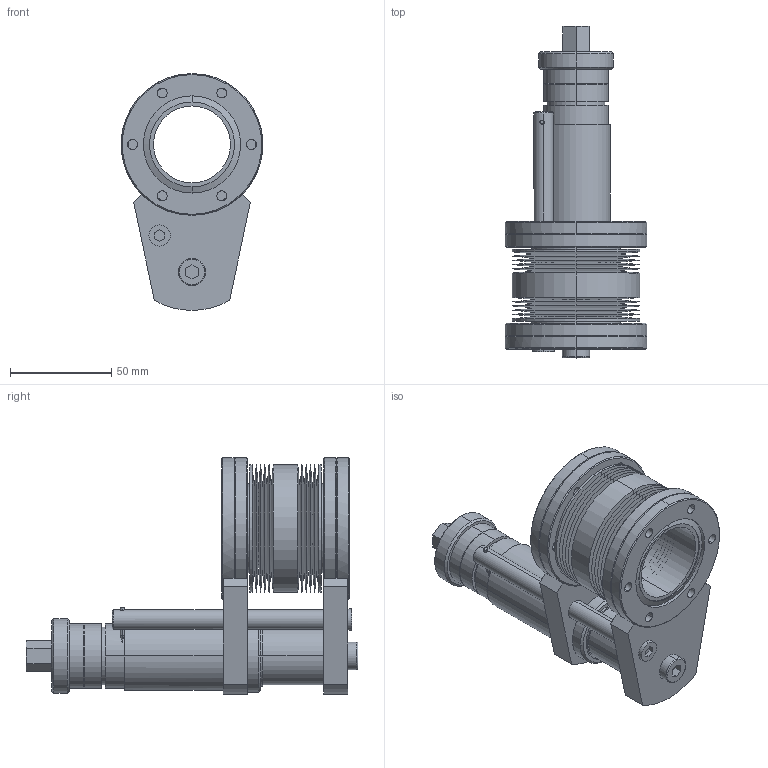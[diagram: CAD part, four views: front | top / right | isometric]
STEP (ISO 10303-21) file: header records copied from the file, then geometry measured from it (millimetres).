
FILE_DESCRIPTION((''),'2;1');
FILE_NAME('ZLTM25','2012-01-17T',('graeme.farley'),(''),'PRO/ENGINEER BY PARAMETRIC TECHNOLOGY CORPORATION, 2010140','PRO/ENGINEER BY PARAMETRIC TECHNOLOGY CORPORATION, 2010140','');
FILE_SCHEMA(('CONFIG_CONTROL_DESIGN'));
Length unit declared in the file: millimetre
Products named in the file (1): ZLTM25
Bounding box: 70 x 164 x 117 mm (x, y, z)
Volume: 278751.7 mm3; surface area: 99459 mm2
Topology: 1 solids, 1 shells, 218 faces, 549 edges, 349 vertices
Faces by surface type: cylinder 88, cone 72, plane 56, torus 2
Entity records: 6794 total; most frequent: DIRECTION 1250, CARTESIAN_POINT 1231, ORIENTED_EDGE 1098, EDGE_CURVE 549, AXIS2_PLACEMENT_3D 504, VERTEX_POINT 349, CIRCLE 286, EDGE_LOOP 270
